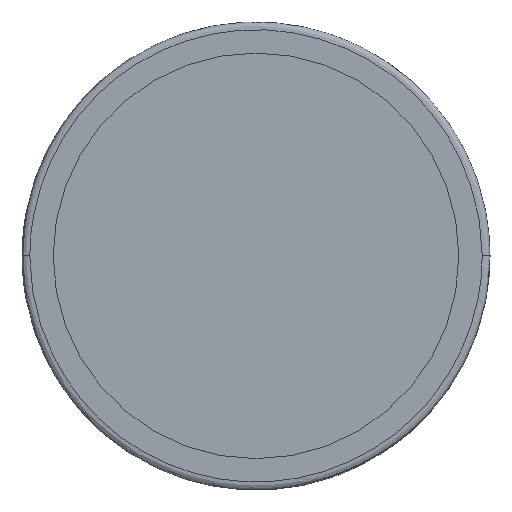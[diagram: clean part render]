
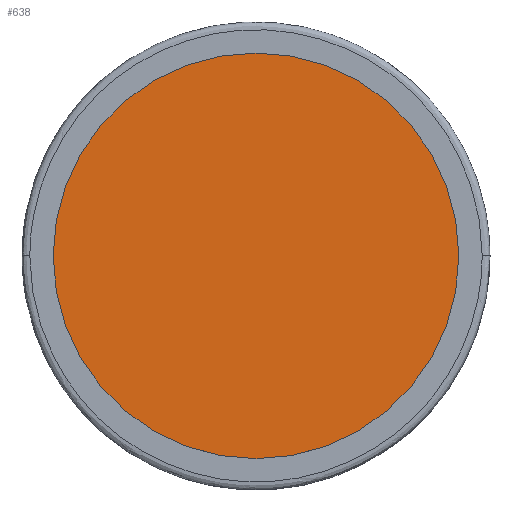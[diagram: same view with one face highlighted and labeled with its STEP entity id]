
A CAD part, top view. The second image highlights one B-rep face of the part: STEP entity #638.
In plain terms, the highlighted planar face has unit normal (0, 0, 1).
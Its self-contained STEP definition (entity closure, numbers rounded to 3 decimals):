
#20 = VERTEX_POINT ( 'NONE', #796 ) ;
#121 = EDGE_LOOP ( 'NONE', ( #617, #1103 ) ) ;
#180 = CARTESIAN_POINT ( 'NONE',  ( 0., 0., 2.8 ) ) ;
#255 = AXIS2_PLACEMENT_3D ( 'NONE', #180, #687, #564 ) ;
#313 = EDGE_CURVE ( 'NONE', #20, #1524, #1061, .T. ) ;
#318 = CARTESIAN_POINT ( 'NONE',  ( 0., 0., 2.8 ) ) ;
#514 = CARTESIAN_POINT ( 'NONE',  ( 2.6, 0., 2.8 ) ) ;
#564 = DIRECTION ( 'NONE',  ( 1., 0., 0. ) ) ;
#573 = EDGE_CURVE ( 'NONE', #1524, #20, #1580, .T. ) ;
#592 = FACE_OUTER_BOUND ( 'NONE', #121, .T. ) ;
#617 = ORIENTED_EDGE ( 'NONE', *, *, #313, .T. ) ;
#638 = ADVANCED_FACE ( 'NONE', ( #592 ), #1558, .T. ) ;
#662 = DIRECTION ( 'NONE',  ( 1., 0., 0. ) ) ;
#687 = DIRECTION ( 'NONE',  ( 0., 0., 1. ) ) ;
#796 = CARTESIAN_POINT ( 'NONE',  ( -2.6, 0., 2.8 ) ) ;
#1061 = CIRCLE ( 'NONE', #1093, 2.6 ) ;
#1093 = AXIS2_PLACEMENT_3D ( 'NONE', #1426, #1561, #662 ) ;
#1094 = DIRECTION ( 'NONE',  ( 0., 0., 1. ) ) ;
#1103 = ORIENTED_EDGE ( 'NONE', *, *, #573, .T. ) ;
#1167 = AXIS2_PLACEMENT_3D ( 'NONE', #318, #1094, #1225 ) ;
#1225 = DIRECTION ( 'NONE',  ( 1., 0., 0. ) ) ;
#1426 = CARTESIAN_POINT ( 'NONE',  ( 0., 0., 2.8 ) ) ;
#1524 = VERTEX_POINT ( 'NONE', #514 ) ;
#1558 = PLANE ( 'NONE',  #1167 ) ;
#1561 = DIRECTION ( 'NONE',  ( 0., 0., 1. ) ) ;
#1580 = CIRCLE ( 'NONE', #255, 2.6 ) ;
